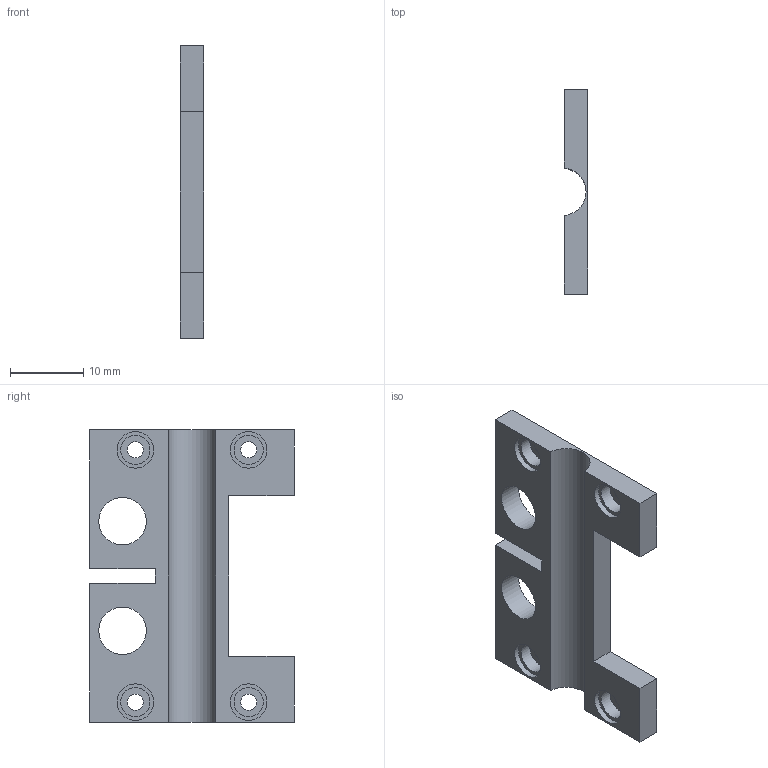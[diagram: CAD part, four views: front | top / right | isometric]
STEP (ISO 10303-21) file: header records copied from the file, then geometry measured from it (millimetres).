
FILE_DESCRIPTION(('FreeCAD Model'),'2;1');
FILE_NAME('Open CASCADE Shape Model','2024-09-11T12:26:59',(''),(''), 'Open CASCADE STEP processor 7.8','FreeCAD','Unknown');
FILE_SCHEMA(('AUTOMOTIVE_DESIGN { 1 0 10303 214 1 1 1 1 }'));
Length unit declared in the file: millimetre
Products named in the file (1): CopperB_Large
Bounding box: 3.25 x 28 x 40 mm (x, y, z)
Volume: 1967.1 mm3; surface area: 2590.5 mm2
Topology: 1 solids, 1 shells, 38 faces, 84 edges, 56 vertices
Faces by surface type: plane 23, cylinder 15
Full cylindrical faces by diameter (mm): 2.2 x4, 4 x4, 5 x4, 6.5 x2
Entity records: 1104 total; most frequent: DIRECTION 192, CARTESIAN_POINT 179, ORIENTED_EDGE 168, EDGE_CURVE 84, AXIS2_PLACEMENT_3D 69, FACE_BOUND 58, EDGE_LOOP 58, VERTEX_POINT 56
